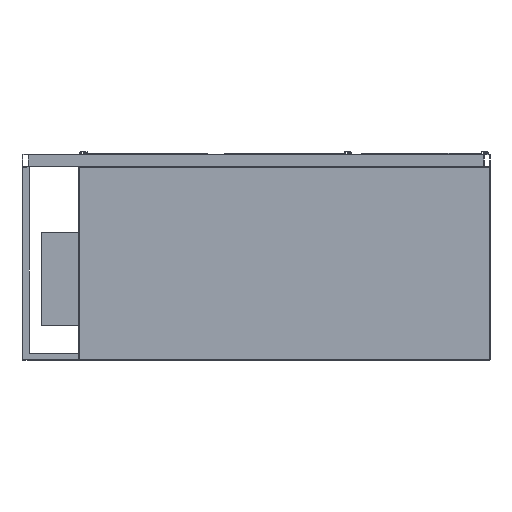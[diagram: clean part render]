
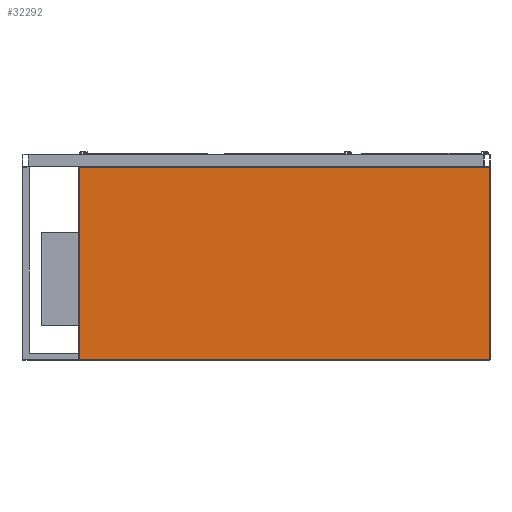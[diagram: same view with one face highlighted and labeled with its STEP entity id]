
A CAD part, front view. The second image highlights one B-rep face of the part: STEP entity #32292.
In plain terms, the highlighted planar face has unit normal (0, -1, 0).
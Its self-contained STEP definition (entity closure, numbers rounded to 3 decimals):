
#1091 = VECTOR ( 'NONE', #3261, 1000. ) ;
#1344 = CARTESIAN_POINT ( 'NONE',  ( -658., -255., -658. ) ) ;
#3032 = VERTEX_POINT ( 'NONE', #15204 ) ;
#3261 = DIRECTION ( 'NONE',  ( -1., 0., 0. ) ) ;
#3720 = DIRECTION ( 'NONE',  ( 0., 0., -1. ) ) ;
#5561 = EDGE_LOOP ( 'NONE', ( #26417, #30355, #14068, #21583 ) ) ;
#7028 = EDGE_CURVE ( 'NONE', #9677, #34785, #26813, .T. ) ;
#7907 = DIRECTION ( 'NONE',  ( 0., 0., -1. ) ) ;
#9661 = CARTESIAN_POINT ( 'NONE',  ( 658., -255., -658. ) ) ;
#9677 = VERTEX_POINT ( 'NONE', #1344 ) ;
#9978 = CARTESIAN_POINT ( 'NONE',  ( -660., -255., -658. ) ) ;
#10287 = LINE ( 'NONE', #10481, #10879 ) ;
#10481 = CARTESIAN_POINT ( 'NONE',  ( -658., -255., -660. ) ) ;
#10879 = VECTOR ( 'NONE', #7907, 1000. ) ;
#11377 = CARTESIAN_POINT ( 'NONE',  ( -660., -255., -42. ) ) ;
#14068 = ORIENTED_EDGE ( 'NONE', *, *, #7028, .T. ) ;
#14934 = AXIS2_PLACEMENT_3D ( 'NONE', #15179, #32201, #3720 ) ;
#15179 = CARTESIAN_POINT ( 'NONE',  ( -660., -255., -660. ) ) ;
#15204 = CARTESIAN_POINT ( 'NONE',  ( -658., -255., -42. ) ) ;
#15241 = VECTOR ( 'NONE', #32725, 1000. ) ;
#15437 = EDGE_CURVE ( 'NONE', #34785, #35431, #18566, .T. ) ;
#15814 = CARTESIAN_POINT ( 'NONE',  ( 658., -255., -660. ) ) ;
#18566 = LINE ( 'NONE', #15814, #33072 ) ;
#20920 = FACE_OUTER_BOUND ( 'NONE', #5561, .T. ) ;
#21583 = ORIENTED_EDGE ( 'NONE', *, *, #15437, .T. ) ;
#22069 = CARTESIAN_POINT ( 'NONE',  ( 658., -255., -42. ) ) ;
#23861 = EDGE_CURVE ( 'NONE', #3032, #9677, #10287, .T. ) ;
#26417 = ORIENTED_EDGE ( 'NONE', *, *, #30643, .T. ) ;
#26813 = LINE ( 'NONE', #9978, #15241 ) ;
#30355 = ORIENTED_EDGE ( 'NONE', *, *, #23861, .T. ) ;
#30643 = EDGE_CURVE ( 'NONE', #35431, #3032, #30838, .T. ) ;
#30838 = LINE ( 'NONE', #11377, #1091 ) ;
#32201 = DIRECTION ( 'NONE',  ( 0., -1., 0. ) ) ;
#32292 = ADVANCED_FACE ( 'Fl�che8', ( #20920 ), #34979, .T. ) ;
#32725 = DIRECTION ( 'NONE',  ( 1., 0., 0. ) ) ;
#33072 = VECTOR ( 'NONE', #36155, 1000. ) ;
#34785 = VERTEX_POINT ( 'NONE', #9661 ) ;
#34979 = PLANE ( 'NONE',  #14934 ) ;
#35431 = VERTEX_POINT ( 'NONE', #22069 ) ;
#36155 = DIRECTION ( 'NONE',  ( 0., 0., 1. ) ) ;
